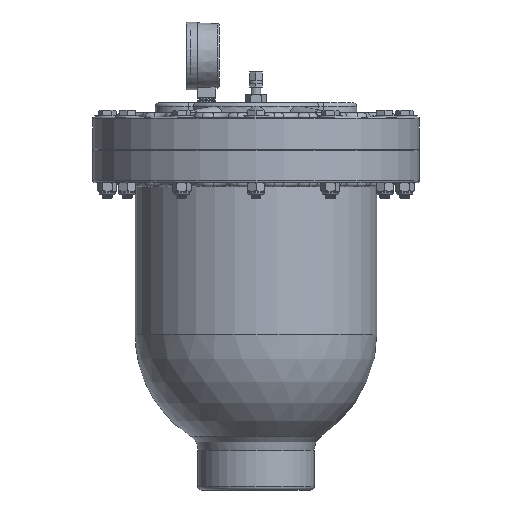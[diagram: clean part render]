
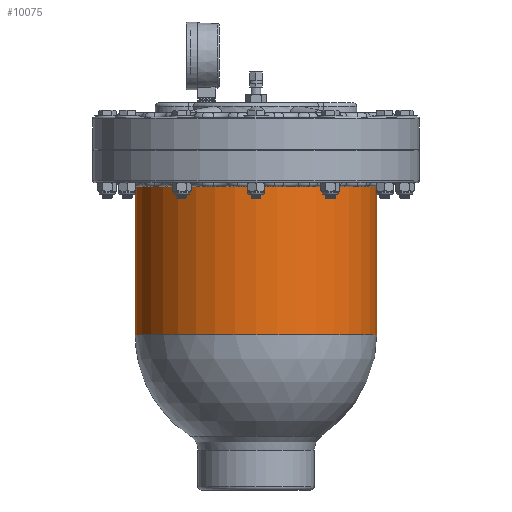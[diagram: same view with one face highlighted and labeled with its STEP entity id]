
A CAD part, front view. The second image highlights one B-rep face of the part: STEP entity #10075.
In plain terms, the highlighted cylindrical face has radius 92.456 mm (diameter 184.912 mm), a full revolution.
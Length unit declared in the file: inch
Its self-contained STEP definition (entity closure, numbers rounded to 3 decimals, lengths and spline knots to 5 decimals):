
#10044=CARTESIAN_POINT('',(7.60267,-19.22468,3.73523));
#10045=VERTEX_POINT('',#10044);
#10046=CARTESIAN_POINT('',(11.24267,-19.22468,3.73523));
#10047=DIRECTION('',(0.0,0.0,1.0));
#10048=DIRECTION('',(1.0,0.0,0.0));
#10049=AXIS2_PLACEMENT_3D('',#10046,#10047,#10048);
#10050=CIRCLE('',#10049,3.64);
#10051=EDGE_CURVE('',#10045,#10045,#10050,.T.);
#10056=CARTESIAN_POINT('',(11.24267,-19.22468,1.30431));
#10057=DIRECTION('',(0.0,0.0,1.0));
#10058=DIRECTION('',(1.0,0.0,0.0));
#10059=AXIS2_PLACEMENT_3D('',#10056,#10057,#10058);
#10060=CYLINDRICAL_SURFACE('',#10059,3.64);
#10061=CARTESIAN_POINT('',(7.60267,-19.22468,-1.15375));
#10062=VERTEX_POINT('',#10061);
#10063=CARTESIAN_POINT('',(11.24267,-19.22468,-1.15375));
#10064=DIRECTION('',(0.0,0.0,1.0));
#10065=DIRECTION('',(1.0,0.0,0.0));
#10066=AXIS2_PLACEMENT_3D('',#10063,#10064,#10065);
#10067=CIRCLE('',#10066,3.64);
#10068=EDGE_CURVE('',#10062,#10062,#10067,.T.);
#10069=ORIENTED_EDGE('',*,*,#10068,.T.);
#10070=EDGE_LOOP('',(#10069));
#10071=FACE_OUTER_BOUND('',#10070,.T.);
#10072=ORIENTED_EDGE('',*,*,#10051,.F.);
#10073=EDGE_LOOP('',(#10072));
#10074=FACE_BOUND('',#10073,.T.);
#10075=ADVANCED_FACE('',(#10071,#10074),#10060,.T.);
